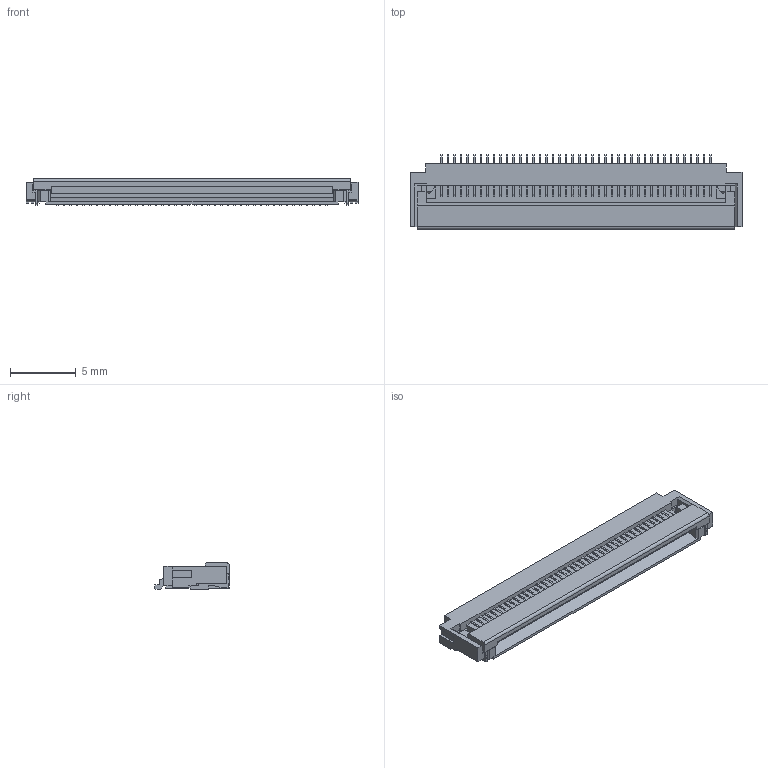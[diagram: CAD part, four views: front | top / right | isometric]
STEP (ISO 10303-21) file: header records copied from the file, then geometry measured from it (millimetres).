
FILE_DESCRIPTION(('STEP AP242'),'1');
FILE_NAME('fh52-42s-0_5sh.stp','2025-03-25T05:18:00',('TraceParts'),('TraceParts S.A.'),'Spatial InterOp 3D',' ',' ');
FILE_SCHEMA(('AP242_MANAGED_MODEL_BASED_3D_ENGINEERING_MIM_LF {1 0 10303 442 1 1 4}'));
Length unit declared in the file: millimetre
Products named in the file (1): fh52-42s-0_5sh
Bounding box: 25.3 x 5.7 x 2 mm (x, y, z)
Volume: 160.4 mm3; surface area: 659.7 mm2
Topology: 1 solids, 1 shells, 1200 faces, 3592 edges, 2392 vertices
Faces by surface type: plane 1011, cylinder 189
Entity records: 39942 total; most frequent: CARTESIAN_POINT 7185, ORIENTED_EDGE 7184, DIRECTION 6372, EDGE_CURVE 3592, LINE 3214, VECTOR 3214, VERTEX_POINT 2392, AXIS2_PLACEMENT_3D 1579
